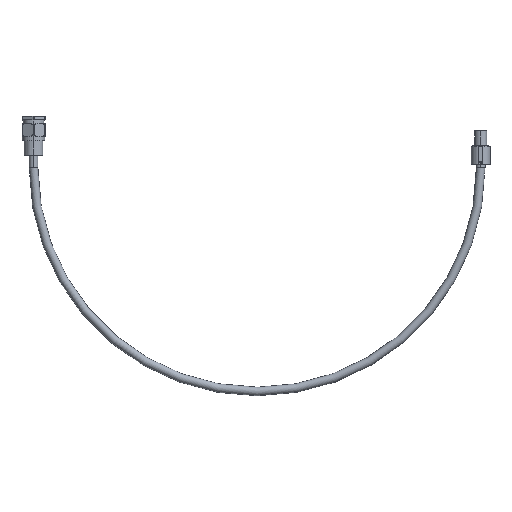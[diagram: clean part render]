
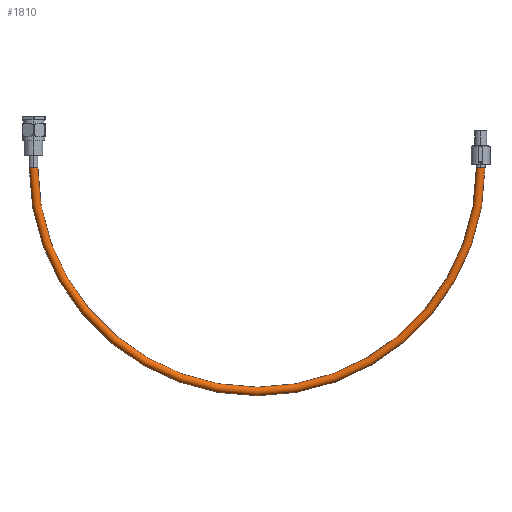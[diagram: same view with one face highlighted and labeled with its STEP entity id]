
A CAD part, top view. The second image highlights one B-rep face of the part: STEP entity #1810.
In plain terms, the highlighted toroidal (fillet/blend) face has major radius 76.2 mm and minor radius 1.46 mm.
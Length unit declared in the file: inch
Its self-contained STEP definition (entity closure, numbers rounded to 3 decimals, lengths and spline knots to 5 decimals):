
#100 = VERTEX_POINT ( 'NONE', #3401 ) ;
#612 = ORIENTED_EDGE ( 'NONE', *, *, #2583, .F. ) ;
#613 = ORIENTED_EDGE ( 'NONE', *, *, #2585, .T. ) ;
#614 = ORIENTED_EDGE ( 'NONE', *, *, #2584, .F. ) ;
#615 = ORIENTED_EDGE ( 'NONE', *, *, #2586, .F. ) ;
#616 = ORIENTED_EDGE ( 'NONE', *, *, #2582, .F. ) ;
#1223 = CARTESIAN_POINT ( 'NONE',  ( 5.9425, -0.5752, 0. ) ) ;
#1236 = CARTESIAN_POINT ( 'NONE',  ( 0.0575, -0.5752, 0. ) ) ;
#1255 = CARTESIAN_POINT ( 'NONE',  ( 6.0575, -0.5752, 0. ) ) ;
#1256 = CARTESIAN_POINT ( 'NONE',  ( 0., -0.5752, 0.0575 ) ) ;
#1276 = CARTESIAN_POINT ( 'NONE',  ( 0., -0.5752, 0. ) ) ;
#1277 = DIRECTION ( 'NONE',  ( 0., 1., 0. ) ) ;
#1278 = DIRECTION ( 'NONE',  ( 0., 0., 1. ) ) ;
#1279 = CARTESIAN_POINT ( 'NONE',  ( 0., -0.5752, 0. ) ) ;
#1280 = DIRECTION ( 'NONE',  ( 0., 1., 0. ) ) ;
#1281 = DIRECTION ( 'NONE',  ( 0., 0., 1. ) ) ;
#1282 = CARTESIAN_POINT ( 'NONE',  ( 6., -0.5752, 0. ) ) ;
#1283 = DIRECTION ( 'NONE',  ( 0., 1., 0. ) ) ;
#1284 = DIRECTION ( 'NONE',  ( 0., 0., 1. ) ) ;
#1285 = CARTESIAN_POINT ( 'NONE',  ( 3., -0.5752, 0. ) ) ;
#1286 = DIRECTION ( 'NONE',  ( 0., 0., 1. ) ) ;
#1287 = DIRECTION ( 'NONE',  ( 1., 0., 0. ) ) ;
#1288 = CARTESIAN_POINT ( 'NONE',  ( 3., -0.5752, 0. ) ) ;
#1289 = DIRECTION ( 'NONE',  ( 0., 0., 1. ) ) ;
#1290 = DIRECTION ( 'NONE',  ( 1., 0., 0. ) ) ;
#1390 = EDGE_LOOP ( 'NONE', ( #612, #613, #614, #615, #616 ) ) ;
#1810 = ADVANCED_FACE ( 'NONE', ( #2221 ), #2225, .T. ) ;
#2221 = FACE_OUTER_BOUND ( 'NONE', #1390, .T. ) ;
#2225 = TOROIDAL_SURFACE ( 'NONE', #2759, 3., 0.0575 ) ;
#2327 = VERTEX_POINT ( 'NONE', #1223 ) ;
#2340 = VERTEX_POINT ( 'NONE', #1236 ) ;
#2359 = VERTEX_POINT ( 'NONE', #1255 ) ;
#2360 = VERTEX_POINT ( 'NONE', #1256 ) ;
#2582 = EDGE_CURVE ( 'NONE', #2360, #2340, #4182, .T. ) ;
#2583 = EDGE_CURVE ( 'NONE', #100, #2360, #4175, .T. ) ;
#2584 = EDGE_CURVE ( 'NONE', #2327, #2359, #4184, .T. ) ;
#2585 = EDGE_CURVE ( 'NONE', #100, #2359, #4185, .T. ) ;
#2586 = EDGE_CURVE ( 'NONE', #2340, #2327, #4186, .T. ) ;
#2759 = AXIS2_PLACEMENT_3D ( 'NONE', #2975, #2973, #2978 ) ;
#2973 = DIRECTION ( 'NONE',  ( 0., 0., 1. ) ) ;
#2975 = CARTESIAN_POINT ( 'NONE',  ( 3., -0.5752, 0. ) ) ;
#2978 = DIRECTION ( 'NONE',  ( 1., 0., 0. ) ) ;
#3127 = AXIS2_PLACEMENT_3D ( 'NONE', #1276, #1277, #1278 ) ;
#3128 = AXIS2_PLACEMENT_3D ( 'NONE', #1279, #1280, #1281 ) ;
#3129 = AXIS2_PLACEMENT_3D ( 'NONE', #1282, #1283, #1284 ) ;
#3130 = AXIS2_PLACEMENT_3D ( 'NONE', #1285, #1286, #1287 ) ;
#3131 = AXIS2_PLACEMENT_3D ( 'NONE', #1288, #1289, #1290 ) ;
#3401 = CARTESIAN_POINT ( 'NONE',  ( -0.0575, -0.5752, 0. ) ) ;
#4175 = CIRCLE ( 'NONE', #3128, 0.0575 ) ;
#4182 = CIRCLE ( 'NONE', #3127, 0.0575 ) ;
#4184 = CIRCLE ( 'NONE', #3129, 0.0575 ) ;
#4185 = CIRCLE ( 'NONE', #3130, 3.0575 ) ;
#4186 = CIRCLE ( 'NONE', #3131, 2.9425 ) ;
